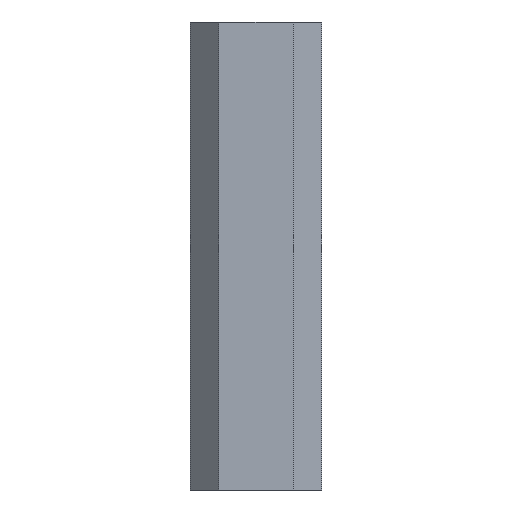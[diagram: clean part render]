
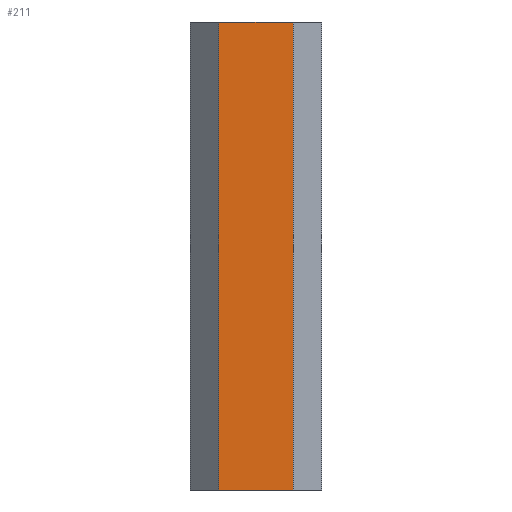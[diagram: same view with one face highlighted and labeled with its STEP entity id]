
A CAD part, front view. The second image highlights one B-rep face of the part: STEP entity #211.
In plain terms, the highlighted planar face has unit normal (0, -1, 0).
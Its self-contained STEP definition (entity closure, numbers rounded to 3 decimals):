
#12 = EDGE_CURVE ( 'NONE', #99, #88, #692, .T. ) ;
#13 = EDGE_CURVE ( 'NONE', #80, #83, #694, .T. ) ;
#14 = EDGE_CURVE ( 'NONE', #83, #88, #696, .T. ) ;
#34 = CARTESIAN_POINT ( 'NONE',  ( 8., 0., 25. ) ) ;
#35 = DIRECTION ( 'NONE',  ( 0., 0., -1. ) ) ;
#44 = CARTESIAN_POINT ( 'NONE',  ( 8., 0., 50. ) ) ;
#61 = CARTESIAN_POINT ( 'NONE',  ( 0., 0., 25. ) ) ;
#72 = DIRECTION ( 'NONE',  ( -1., 0., 0. ) ) ;
#80 = VERTEX_POINT ( 'NONE', #44 ) ;
#83 = VERTEX_POINT ( 'NONE', #159 ) ;
#88 = VERTEX_POINT ( 'NONE', #171 ) ;
#99 = VERTEX_POINT ( 'NONE', #140 ) ;
#140 = CARTESIAN_POINT ( 'NONE',  ( 8., 0., 0. ) ) ;
#159 = CARTESIAN_POINT ( 'NONE',  ( 0., 0., 50. ) ) ;
#163 = DIRECTION ( 'NONE',  ( -1., 0., 0. ) ) ;
#171 = CARTESIAN_POINT ( 'NONE',  ( 0., 0., 0. ) ) ;
#176 = CARTESIAN_POINT ( 'NONE',  ( 4., 0., 50. ) ) ;
#179 = CARTESIAN_POINT ( 'NONE',  ( 4., 0., 0. ) ) ;
#186 = DIRECTION ( 'NONE',  ( 0., 0., -1. ) ) ;
#196 = EDGE_CURVE ( 'NONE', #80, #99, #719, .T. ) ;
#211 = ADVANCED_FACE ( 'NONE', ( #750 ), #322, .F. ) ;
#319 = DIRECTION ( 'NONE',  ( 0., 0., 1. ) ) ;
#320 = DIRECTION ( 'NONE',  ( 0., 1., 0. ) ) ;
#321 = CARTESIAN_POINT ( 'NONE',  ( 0., 0., 0. ) ) ;
#322 = PLANE ( 'NONE',  #789 ) ;
#602 = ORIENTED_EDGE ( 'NONE', *, *, #196, .F. ) ;
#603 = ORIENTED_EDGE ( 'NONE', *, *, #13, .T. ) ;
#604 = ORIENTED_EDGE ( 'NONE', *, *, #14, .T. ) ;
#605 = ORIENTED_EDGE ( 'NONE', *, *, #12, .F. ) ;
#654 = EDGE_LOOP ( 'NONE', ( #602, #603, #604, #605 ) ) ;
#692 = LINE ( 'NONE', #179, #693 ) ;
#693 = VECTOR ( 'NONE', #163, 1000. ) ;
#694 = LINE ( 'NONE', #176, #695 ) ;
#695 = VECTOR ( 'NONE', #72, 1000. ) ;
#696 = LINE ( 'NONE', #61, #697 ) ;
#697 = VECTOR ( 'NONE', #186, 1000. ) ;
#719 = LINE ( 'NONE', #34, #720 ) ;
#720 = VECTOR ( 'NONE', #35, 1000. ) ;
#750 = FACE_OUTER_BOUND ( 'NONE', #654, .T. ) ;
#789 = AXIS2_PLACEMENT_3D ( 'NONE', #321, #320, #319 ) ;
